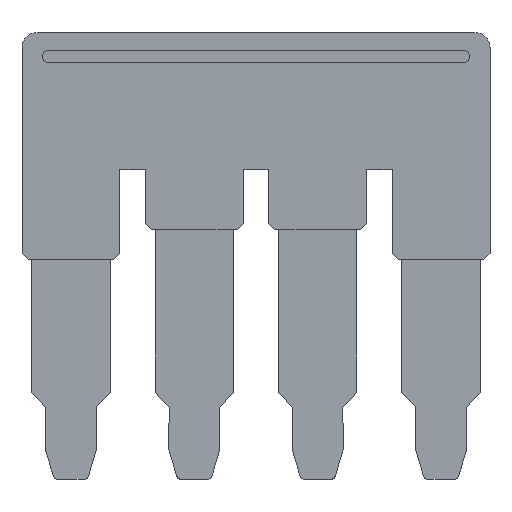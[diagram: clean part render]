
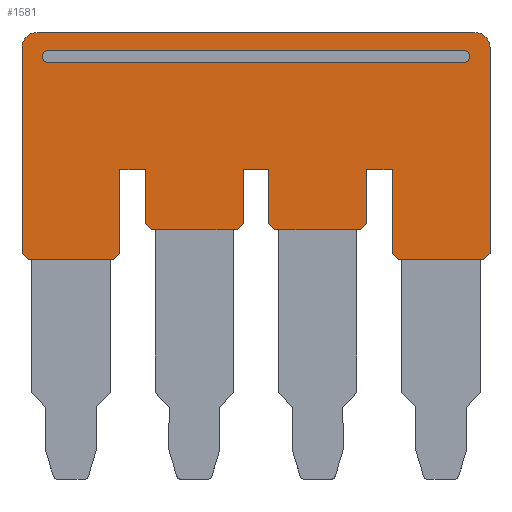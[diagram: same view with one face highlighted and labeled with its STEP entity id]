
A CAD part, top view. The second image highlights one B-rep face of the part: STEP entity #1581.
In plain terms, the highlighted planar face has unit normal (0, 0, 1).
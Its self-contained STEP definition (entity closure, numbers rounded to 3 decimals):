
#77=DIRECTION('',(-1.,0.,0.));
#78=VECTOR('',#77,27.6);
#79=CARTESIAN_POINT('',(3.544,-1.996,1.5));
#80=LINE('',#79,#78);
#108=DIRECTION('',(1.,0.,0.));
#109=VECTOR('',#108,27.6);
#110=CARTESIAN_POINT('',(-24.056,-1.196,1.5));
#111=LINE('',#110,#109);
#112=CARTESIAN_POINT('',(-24.056,-1.596,1.5));
#113=DIRECTION('',(0.,0.,-1.));
#114=DIRECTION('',(0.,-1.,0.));
#115=AXIS2_PLACEMENT_3D('',#112,#113,#114);
#117=CARTESIAN_POINT('',(3.544,-1.596,1.5));
#118=DIRECTION('',(0.,0.,1.));
#119=DIRECTION('',(0.,-1.,0.));
#120=AXIS2_PLACEMENT_3D('',#117,#118,#119);
#122=CARTESIAN_POINT('',(-24.806,-0.996,1.5));
#123=DIRECTION('',(0.,0.,1.));
#124=DIRECTION('',(0.,1.,0.));
#125=AXIS2_PLACEMENT_3D('',#122,#123,#124);
#127=DIRECTION('',(1.,0.,0.));
#128=VECTOR('',#127,29.1);
#129=CARTESIAN_POINT('',(-24.806,0.004,1.5));
#130=LINE('',#129,#128);
#131=CARTESIAN_POINT('',(4.294,-0.996,1.5));
#132=DIRECTION('',(0.,0.,-1.));
#133=DIRECTION('',(0.,1.,0.));
#134=AXIS2_PLACEMENT_3D('',#131,#132,#133);
#136=DIRECTION('',(0.,-1.,0.));
#137=VECTOR('',#136,13.7);
#138=CARTESIAN_POINT('',(5.294,-0.996,1.5));
#139=LINE('',#138,#137);
#140=DIRECTION('',(-0.707,-0.707,0.));
#141=VECTOR('',#140,0.566);
#142=CARTESIAN_POINT('',(5.294,-14.696,1.5));
#143=LINE('',#142,#141);
#144=DIRECTION('',(-1.,0.,0.));
#145=VECTOR('',#144,5.7);
#146=CARTESIAN_POINT('',(4.894,-15.096,1.5));
#147=LINE('',#146,#145);
#148=DIRECTION('',(-0.707,0.707,0.));
#149=VECTOR('',#148,0.566);
#150=CARTESIAN_POINT('',(-0.806,-15.096,1.5));
#151=LINE('',#150,#149);
#152=DIRECTION('',(0.,1.,0.));
#153=VECTOR('',#152,5.6);
#154=CARTESIAN_POINT('',(-1.206,-14.696,1.5));
#155=LINE('',#154,#153);
#156=DIRECTION('',(-1.,0.,0.));
#157=VECTOR('',#156,1.7);
#158=CARTESIAN_POINT('',(-1.206,-9.096,1.5));
#159=LINE('',#158,#157);
#160=DIRECTION('',(0.,-1.,0.));
#161=VECTOR('',#160,3.6);
#162=CARTESIAN_POINT('',(-2.906,-9.096,1.5));
#163=LINE('',#162,#161);
#164=DIRECTION('',(-0.707,-0.707,0.));
#165=VECTOR('',#164,0.566);
#166=CARTESIAN_POINT('',(-2.906,-12.696,1.5));
#167=LINE('',#166,#165);
#168=DIRECTION('',(-1.,0.,0.));
#169=VECTOR('',#168,5.7);
#170=CARTESIAN_POINT('',(-3.306,-13.096,1.5));
#171=LINE('',#170,#169);
#172=DIRECTION('',(-0.707,0.707,0.));
#173=VECTOR('',#172,0.566);
#174=CARTESIAN_POINT('',(-9.006,-13.096,1.5));
#175=LINE('',#174,#173);
#176=DIRECTION('',(0.,1.,0.));
#177=VECTOR('',#176,3.6);
#178=CARTESIAN_POINT('',(-9.406,-12.696,1.5));
#179=LINE('',#178,#177);
#180=DIRECTION('',(-1.,0.,0.));
#181=VECTOR('',#180,1.7);
#182=CARTESIAN_POINT('',(-9.406,-9.096,1.5));
#183=LINE('',#182,#181);
#184=DIRECTION('',(0.,-1.,0.));
#185=VECTOR('',#184,3.6);
#186=CARTESIAN_POINT('',(-11.106,-9.096,1.5));
#187=LINE('',#186,#185);
#188=DIRECTION('',(-0.707,-0.707,0.));
#189=VECTOR('',#188,0.566);
#190=CARTESIAN_POINT('',(-11.106,-12.696,1.5));
#191=LINE('',#190,#189);
#192=DIRECTION('',(-1.,0.,0.));
#193=VECTOR('',#192,5.7);
#194=CARTESIAN_POINT('',(-11.506,-13.096,1.5));
#195=LINE('',#194,#193);
#196=DIRECTION('',(-0.707,0.707,0.));
#197=VECTOR('',#196,0.566);
#198=CARTESIAN_POINT('',(-17.206,-13.096,1.5));
#199=LINE('',#198,#197);
#200=DIRECTION('',(0.,1.,0.));
#201=VECTOR('',#200,3.6);
#202=CARTESIAN_POINT('',(-17.606,-12.696,1.5));
#203=LINE('',#202,#201);
#204=DIRECTION('',(-1.,0.,0.));
#205=VECTOR('',#204,1.7);
#206=CARTESIAN_POINT('',(-17.606,-9.096,1.5));
#207=LINE('',#206,#205);
#208=DIRECTION('',(0.707,0.707,0.));
#209=VECTOR('',#208,0.566);
#210=CARTESIAN_POINT('',(-19.706,-15.096,1.5));
#211=LINE('',#210,#209);
#212=DIRECTION('',(1.,0.,0.));
#213=VECTOR('',#212,5.7);
#214=CARTESIAN_POINT('',(-25.406,-15.096,1.5));
#215=LINE('',#214,#213);
#216=DIRECTION('',(0.707,-0.707,0.));
#217=VECTOR('',#216,0.566);
#218=CARTESIAN_POINT('',(-25.806,-14.696,1.5));
#219=LINE('',#218,#217);
#232=DIRECTION('',(0.,-1.,0.));
#233=VECTOR('',#232,13.7);
#234=CARTESIAN_POINT('',(-25.806,-0.996,1.5));
#235=LINE('',#234,#233);
#404=DIRECTION('',(0.,1.,0.));
#405=VECTOR('',#404,5.6);
#406=CARTESIAN_POINT('',(-19.306,-14.696,1.5));
#407=LINE('',#406,#405);
#1063=CARTESIAN_POINT('',(4.294,0.004,1.5));
#1064=VERTEX_POINT('',#1063);
#1065=CARTESIAN_POINT('',(5.294,-0.996,1.5));
#1066=VERTEX_POINT('',#1065);
#1067=CARTESIAN_POINT('',(5.294,-14.696,1.5));
#1068=VERTEX_POINT('',#1067);
#1069=CARTESIAN_POINT('',(4.894,-15.096,1.5));
#1070=VERTEX_POINT('',#1069);
#1071=CARTESIAN_POINT('',(-0.806,-15.096,1.5));
#1072=VERTEX_POINT('',#1071);
#1081=CARTESIAN_POINT('',(-1.206,-14.696,1.5));
#1082=VERTEX_POINT('',#1081);
#1083=CARTESIAN_POINT('',(-1.206,-9.096,1.5));
#1084=VERTEX_POINT('',#1083);
#1085=CARTESIAN_POINT('',(-2.906,-9.096,1.5));
#1086=VERTEX_POINT('',#1085);
#1087=CARTESIAN_POINT('',(-2.906,-12.696,1.5));
#1088=VERTEX_POINT('',#1087);
#1089=CARTESIAN_POINT('',(-3.306,-13.096,1.5));
#1090=VERTEX_POINT('',#1089);
#1091=CARTESIAN_POINT('',(-9.006,-13.096,1.5));
#1092=VERTEX_POINT('',#1091);
#1101=CARTESIAN_POINT('',(-9.406,-12.696,1.5));
#1102=VERTEX_POINT('',#1101);
#1103=CARTESIAN_POINT('',(-9.406,-9.096,1.5));
#1104=VERTEX_POINT('',#1103);
#1105=CARTESIAN_POINT('',(-11.106,-9.096,1.5));
#1106=VERTEX_POINT('',#1105);
#1107=CARTESIAN_POINT('',(-11.106,-12.696,1.5));
#1108=VERTEX_POINT('',#1107);
#1109=CARTESIAN_POINT('',(-11.506,-13.096,1.5));
#1110=VERTEX_POINT('',#1109);
#1111=CARTESIAN_POINT('',(-17.206,-13.096,1.5));
#1112=VERTEX_POINT('',#1111);
#1121=CARTESIAN_POINT('',(-17.606,-12.696,1.5));
#1122=VERTEX_POINT('',#1121);
#1123=CARTESIAN_POINT('',(-17.606,-9.096,1.5));
#1124=VERTEX_POINT('',#1123);
#1125=CARTESIAN_POINT('',(-19.306,-9.096,1.5));
#1126=VERTEX_POINT('',#1125);
#1127=CARTESIAN_POINT('',(3.544,-1.996,1.5));
#1129=VERTEX_POINT('',#1127);
#1135=CARTESIAN_POINT('',(3.544,-1.196,1.5));
#1136=VERTEX_POINT('',#1135);
#1319=CARTESIAN_POINT('',(-25.806,-14.696,1.5));
#1320=VERTEX_POINT('',#1319);
#1321=CARTESIAN_POINT('',(-25.406,-15.096,1.5));
#1322=VERTEX_POINT('',#1321);
#1327=CARTESIAN_POINT('',(-19.706,-15.096,1.5));
#1328=VERTEX_POINT('',#1327);
#1329=CARTESIAN_POINT('',(-19.306,-14.696,1.5));
#1330=VERTEX_POINT('',#1329);
#1332=CARTESIAN_POINT('',(-24.056,-1.996,1.5));
#1334=VERTEX_POINT('',#1332);
#1336=CARTESIAN_POINT('',(-24.056,-1.196,1.5));
#1338=VERTEX_POINT('',#1336);
#1347=CARTESIAN_POINT('',(-24.806,0.004,1.5));
#1348=CARTESIAN_POINT('',(-25.806,-0.996,1.5));
#1349=VERTEX_POINT('',#1347);
#1350=VERTEX_POINT('',#1348);
#1515=CARTESIAN_POINT('',(0.,0.,1.5));
#1516=DIRECTION('',(0.,0.,1.));
#1517=DIRECTION('',(1.,0.,0.));
#1518=AXIS2_PLACEMENT_3D('',#1515,#1516,#1517);
#1519=PLANE('',#1518);
#1521=ORIENTED_EDGE('',*,*,#1520,.F.);
#1523=ORIENTED_EDGE('',*,*,#1522,.T.);
#1525=ORIENTED_EDGE('',*,*,#1524,.T.);
#1527=ORIENTED_EDGE('',*,*,#1526,.T.);
#1529=ORIENTED_EDGE('',*,*,#1528,.T.);
#1531=ORIENTED_EDGE('',*,*,#1530,.T.);
#1533=ORIENTED_EDGE('',*,*,#1532,.T.);
#1535=ORIENTED_EDGE('',*,*,#1534,.T.);
#1537=ORIENTED_EDGE('',*,*,#1536,.T.);
#1539=ORIENTED_EDGE('',*,*,#1538,.T.);
#1541=ORIENTED_EDGE('',*,*,#1540,.T.);
#1543=ORIENTED_EDGE('',*,*,#1542,.T.);
#1545=ORIENTED_EDGE('',*,*,#1544,.T.);
#1547=ORIENTED_EDGE('',*,*,#1546,.T.);
#1549=ORIENTED_EDGE('',*,*,#1548,.T.);
#1551=ORIENTED_EDGE('',*,*,#1550,.T.);
#1553=ORIENTED_EDGE('',*,*,#1552,.T.);
#1555=ORIENTED_EDGE('',*,*,#1554,.T.);
#1557=ORIENTED_EDGE('',*,*,#1556,.T.);
#1559=ORIENTED_EDGE('',*,*,#1558,.T.);
#1561=ORIENTED_EDGE('',*,*,#1560,.T.);
#1563=ORIENTED_EDGE('',*,*,#1562,.F.);
#1565=ORIENTED_EDGE('',*,*,#1564,.F.);
#1567=ORIENTED_EDGE('',*,*,#1566,.F.);
#1569=ORIENTED_EDGE('',*,*,#1568,.F.);
#1571=ORIENTED_EDGE('',*,*,#1570,.F.);
#1572=EDGE_LOOP('',(#1521,#1523,#1525,#1527,#1529,#1531,#1533,#1535,#1537,#1539,
#1541,#1543,#1545,#1547,#1549,#1551,#1553,#1555,#1557,#1559,#1561,#1563,#1565,
#1567,#1569,#1571));
#1573=FACE_OUTER_BOUND('',#1572,.F.);
#1574=ORIENTED_EDGE('',*,*,#1507,.F.);
#1575=ORIENTED_EDGE('',*,*,#1447,.F.);
#1576=ORIENTED_EDGE('',*,*,#1480,.F.);
#1578=ORIENTED_EDGE('',*,*,#1577,.T.);
#1579=EDGE_LOOP('',(#1574,#1575,#1576,#1578));
#1580=FACE_BOUND('',#1579,.F.);
#1581=ADVANCED_FACE('',(#1573,#1580),#1519,.T.);
#116=CIRCLE('',#115,0.4);
#121=CIRCLE('',#120,0.4);
#126=CIRCLE('',#125,1.);
#135=CIRCLE('',#134,1.);
#1447=EDGE_CURVE('',#1334,#1338,#116,.T.);
#1480=EDGE_CURVE('',#1129,#1334,#80,.T.);
#1507=EDGE_CURVE('',#1338,#1136,#111,.T.);
#1520=EDGE_CURVE('',#1349,#1350,#126,.T.);
#1522=EDGE_CURVE('',#1349,#1064,#130,.T.);
#1524=EDGE_CURVE('',#1064,#1066,#135,.T.);
#1526=EDGE_CURVE('',#1066,#1068,#139,.T.);
#1528=EDGE_CURVE('',#1068,#1070,#143,.T.);
#1530=EDGE_CURVE('',#1070,#1072,#147,.T.);
#1532=EDGE_CURVE('',#1072,#1082,#151,.T.);
#1534=EDGE_CURVE('',#1082,#1084,#155,.T.);
#1536=EDGE_CURVE('',#1084,#1086,#159,.T.);
#1538=EDGE_CURVE('',#1086,#1088,#163,.T.);
#1540=EDGE_CURVE('',#1088,#1090,#167,.T.);
#1542=EDGE_CURVE('',#1090,#1092,#171,.T.);
#1544=EDGE_CURVE('',#1092,#1102,#175,.T.);
#1546=EDGE_CURVE('',#1102,#1104,#179,.T.);
#1548=EDGE_CURVE('',#1104,#1106,#183,.T.);
#1550=EDGE_CURVE('',#1106,#1108,#187,.T.);
#1552=EDGE_CURVE('',#1108,#1110,#191,.T.);
#1554=EDGE_CURVE('',#1110,#1112,#195,.T.);
#1556=EDGE_CURVE('',#1112,#1122,#199,.T.);
#1558=EDGE_CURVE('',#1122,#1124,#203,.T.);
#1560=EDGE_CURVE('',#1124,#1126,#207,.T.);
#1562=EDGE_CURVE('',#1330,#1126,#407,.T.);
#1564=EDGE_CURVE('',#1328,#1330,#211,.T.);
#1566=EDGE_CURVE('',#1322,#1328,#215,.T.);
#1568=EDGE_CURVE('',#1320,#1322,#219,.T.);
#1570=EDGE_CURVE('',#1350,#1320,#235,.T.);
#1577=EDGE_CURVE('',#1129,#1136,#121,.T.);
